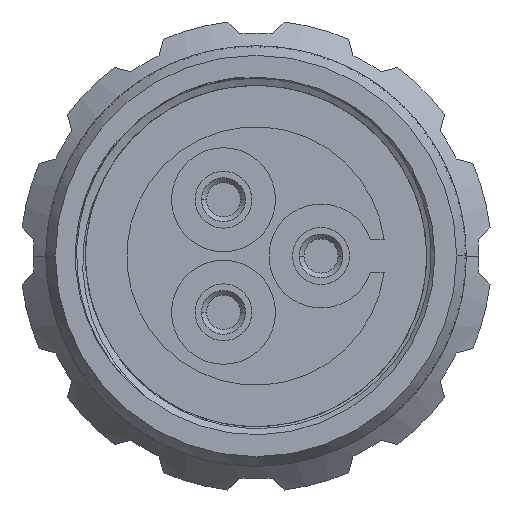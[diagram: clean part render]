
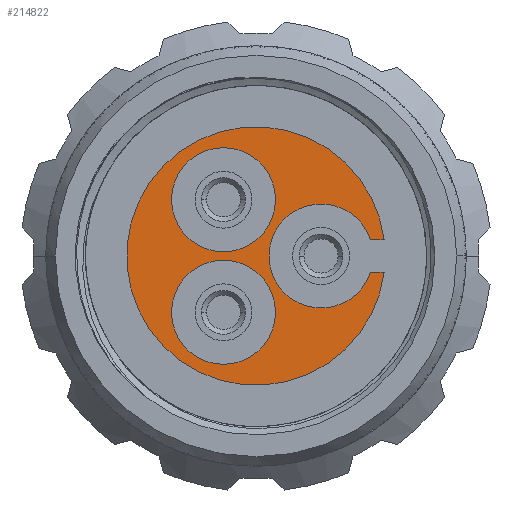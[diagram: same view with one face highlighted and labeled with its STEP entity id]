
A CAD part, left-side view. The second image highlights one B-rep face of the part: STEP entity #214822.
In plain terms, the highlighted planar face has unit normal (-1, 0, 0).
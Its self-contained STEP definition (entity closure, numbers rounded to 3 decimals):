
#68103=CARTESIAN_POINT('',(1.885,12.925,-12.925));
#68104=DIRECTION('',(-1.,0.,0.));
#68105=DIRECTION('',(0.,-0.992,0.126));
#68106=AXIS2_PLACEMENT_3D('',#68103,#68104,#68105);
#68125=CARTESIAN_POINT('',(1.885,8.925,-12.925));
#68126=DIRECTION('',(1.,0.,0.));
#68127=DIRECTION('',(0.,-0.95,-0.313));
#68128=AXIS2_PLACEMENT_3D('',#68125,#68126,#68127);
#68142=DIRECTION('',(0.,1.,0.));
#68143=VECTOR('',#68142,0.847);
#68144=CARTESIAN_POINT('',(1.885,5.038,-11.925));
#68145=LINE('20994',#68144,#68143);
#68146=DIRECTION('',(0.,1.,0.));
#68147=VECTOR('',#68146,0.847);
#68148=CARTESIAN_POINT('',(1.885,5.038,-13.925));
#68149=LINE('20995',#68148,#68147);
#68150=CARTESIAN_POINT('',(1.885,14.925,-16.389));
#68151=DIRECTION('',(-1.,0.,0.));
#68152=DIRECTION('',(0.,0.5,-0.866));
#68153=AXIS2_PLACEMENT_3D('',#68150,#68151,#68152);
#68155=CARTESIAN_POINT('',(1.885,14.925,-16.389));
#68156=DIRECTION('',(-1.,0.,0.));
#68157=DIRECTION('',(0.,-0.5,0.866));
#68158=AXIS2_PLACEMENT_3D('',#68155,#68156,#68157);
#68160=CARTESIAN_POINT('',(1.885,14.925,-9.461));
#68161=DIRECTION('',(-1.,0.,0.));
#68162=DIRECTION('',(0.,0.5,0.866));
#68163=AXIS2_PLACEMENT_3D('',#68160,#68161,#68162);
#68165=CARTESIAN_POINT('',(1.885,14.925,-9.461));
#68166=DIRECTION('',(-1.,0.,0.));
#68167=DIRECTION('',(0.,-0.5,-0.866));
#68168=AXIS2_PLACEMENT_3D('',#68165,#68166,#68167);
#77981=CARTESIAN_POINT('',(1.885,16.525,-19.16));
#77982=CARTESIAN_POINT('',(1.885,13.325,-13.618));
#77983=VERTEX_POINT('',#77981);
#77984=VERTEX_POINT('',#77982);
#77985=CARTESIAN_POINT('',(1.885,16.525,-6.69));
#77986=CARTESIAN_POINT('',(1.885,13.325,-12.232));
#77987=VERTEX_POINT('',#77985);
#77988=VERTEX_POINT('',#77986);
#78241=CARTESIAN_POINT('',(1.885,5.038,-11.925));
#78242=CARTESIAN_POINT('',(1.885,5.885,-11.925));
#78243=VERTEX_POINT('',#78241);
#78244=VERTEX_POINT('',#78242);
#78245=CARTESIAN_POINT('',(1.885,5.038,-13.925));
#78246=CARTESIAN_POINT('',(1.885,5.885,-13.925));
#78247=VERTEX_POINT('',#78245);
#78248=VERTEX_POINT('',#78246);
#214799=CARTESIAN_POINT('',(1.885,12.925,-12.925));
#214800=DIRECTION('',(1.,0.,0.));
#214801=DIRECTION('',(0.,-1.,0.));
#214802=AXIS2_PLACEMENT_3D('',#214799,#214800,#214801);
#214803=PLANE('1474',#214802);
#214804=ORIENTED_EDGE('20994',*,*,#214745,.T.);
#214805=ORIENTED_EDGE('21012',*,*,#214766,.F.);
#214806=ORIENTED_EDGE('20995',*,*,#214786,.F.);
#214807=ORIENTED_EDGE('21010',*,*,#214723,.F.);
#214808=EDGE_LOOP('1474',(#214804,#214805,#214806,#214807));
#214809=FACE_OUTER_BOUND('1474',#214808,.F.);
#214811=ORIENTED_EDGE('20772',*,*,#214810,.T.);
#214813=ORIENTED_EDGE('20773',*,*,#214812,.T.);
#214814=EDGE_LOOP('1474',(#214811,#214813));
#214815=FACE_BOUND('1474',#214814,.F.);
#214817=ORIENTED_EDGE('20774',*,*,#214816,.T.);
#214819=ORIENTED_EDGE('20775',*,*,#214818,.T.);
#214820=EDGE_LOOP('1474',(#214817,#214819));
#214821=FACE_BOUND('1474',#214820,.F.);
#68107=CIRCLE('21010',#68106,7.95);
#68129=CIRCLE('21012',#68128,3.2);
#68154=CIRCLE('20772',#68153,3.2);
#68159=CIRCLE('20773',#68158,3.2);
#68164=CIRCLE('20774',#68163,3.2);
#68169=CIRCLE('20775',#68168,3.2);
#214723=EDGE_CURVE('21010',#78243,#78247,#68107,.T.);
#214745=EDGE_CURVE('20994',#78243,#78244,#68145,.T.);
#214766=EDGE_CURVE('21012',#78248,#78244,#68129,.T.);
#214786=EDGE_CURVE('20995',#78247,#78248,#68149,.T.);
#214810=EDGE_CURVE('20772',#77983,#77984,#68154,.T.);
#214812=EDGE_CURVE('20773',#77984,#77983,#68159,.T.);
#214816=EDGE_CURVE('20774',#77987,#77988,#68164,.T.);
#214818=EDGE_CURVE('20775',#77988,#77987,#68169,.T.);
#214822=ADVANCED_FACE('1474',(#214809,#214815,#214821),#214803,.F.);
